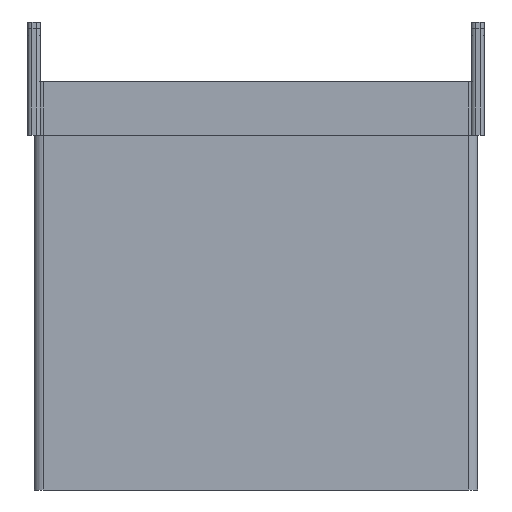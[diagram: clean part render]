
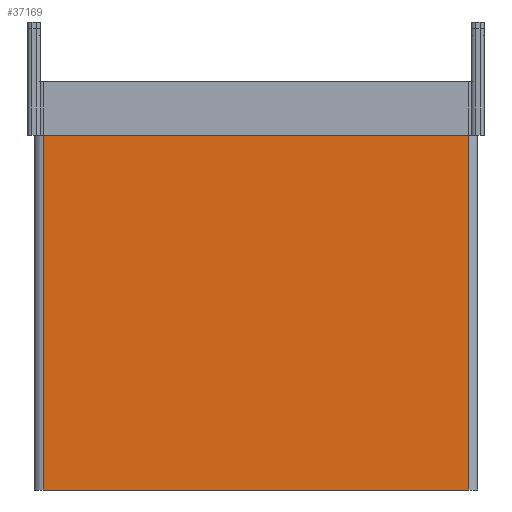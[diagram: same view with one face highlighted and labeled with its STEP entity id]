
A CAD part, left-side view. The second image highlights one B-rep face of the part: STEP entity #37169.
In plain terms, the highlighted planar face has unit normal (-1, 0, 0).
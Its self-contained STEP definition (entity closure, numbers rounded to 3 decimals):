
#6389 = PLANE('',#6390);
#6390 = AXIS2_PLACEMENT_3D('',#6391,#6392,#6393);
#6391 = CARTESIAN_POINT('',(-9.075,2.425,0.));
#6392 = DIRECTION('',(0.,0.,1.));
#6393 = DIRECTION('',(1.,0.,0.));
#14580 = VERTEX_POINT('',#14581);
#14581 = CARTESIAN_POINT('',(-8.75,-2.4,0.));
#14596 = CYLINDRICAL_SURFACE('',#14597,0.1);
#14597 = AXIS2_PLACEMENT_3D('',#14598,#14599,#14600);
#14598 = CARTESIAN_POINT('',(-8.65,-2.4,-4.));
#14599 = DIRECTION('',(0.,0.,1.));
#14600 = DIRECTION('',(-1.,-0.,0.));
#14608 = EDGE_CURVE('',#14580,#14609,#14611,.T.);
#14609 = VERTEX_POINT('',#14610);
#14610 = CARTESIAN_POINT('',(-8.75,2.4,0.));
#14611 = SURFACE_CURVE('',#14612,(#14616,#14623),.PCURVE_S1.);
#14612 = LINE('',#14613,#14614);
#14613 = CARTESIAN_POINT('',(-8.75,-2.5,0.));
#14614 = VECTOR('',#14615,1.);
#14615 = DIRECTION('',(0.,1.,0.));
#14616 = PCURVE('',#6389,#14617);
#14617 = DEFINITIONAL_REPRESENTATION('',(#14618),#14622);
#14618 = LINE('',#14619,#14620);
#14619 = CARTESIAN_POINT('',(0.325,-4.925));
#14620 = VECTOR('',#14621,1.);
#14621 = DIRECTION('',(0.,1.));
#14622 = ( GEOMETRIC_REPRESENTATION_CONTEXT(2) 
PARAMETRIC_REPRESENTATION_CONTEXT() REPRESENTATION_CONTEXT('2D SPACE',''
  ) );
#14623 = PCURVE('',#14624,#14629);
#14624 = PLANE('',#14625);
#14625 = AXIS2_PLACEMENT_3D('',#14626,#14627,#14628);
#14626 = CARTESIAN_POINT('',(-8.75,-2.5,-4.));
#14627 = DIRECTION('',(1.,0.,0.));
#14628 = DIRECTION('',(0.,0.,1.));
#14629 = DEFINITIONAL_REPRESENTATION('',(#14630),#14634);
#14630 = LINE('',#14631,#14632);
#14631 = CARTESIAN_POINT('',(4.,0.));
#14632 = VECTOR('',#14633,1.);
#14633 = DIRECTION('',(0.,-1.));
#14634 = ( GEOMETRIC_REPRESENTATION_CONTEXT(2) 
PARAMETRIC_REPRESENTATION_CONTEXT() REPRESENTATION_CONTEXT('2D SPACE',''
  ) );
#14657 = CYLINDRICAL_SURFACE('',#14658,0.1);
#14658 = AXIS2_PLACEMENT_3D('',#14659,#14660,#14661);
#14659 = CARTESIAN_POINT('',(-8.65,2.4,-4.));
#14660 = DIRECTION('',(0.,0.,1.));
#14661 = DIRECTION('',(-1.,-0.,0.));
#37087 = PLANE('',#37088);
#37088 = AXIS2_PLACEMENT_3D('',#37089,#37090,#37091);
#37089 = CARTESIAN_POINT('',(-8.75,-2.5,-4.));
#37090 = DIRECTION('',(0.,0.,1.));
#37091 = DIRECTION('',(1.,0.,0.));
#37124 = VERTEX_POINT('',#37125);
#37125 = CARTESIAN_POINT('',(-8.75,-2.4,-4.));
#37149 = EDGE_CURVE('',#37124,#14580,#37150,.T.);
#37150 = SURFACE_CURVE('',#37151,(#37155,#37162),.PCURVE_S1.);
#37151 = LINE('',#37152,#37153);
#37152 = CARTESIAN_POINT('',(-8.75,-2.4,-4.));
#37153 = VECTOR('',#37154,1.);
#37154 = DIRECTION('',(0.,0.,1.));
#37155 = PCURVE('',#14596,#37156);
#37156 = DEFINITIONAL_REPRESENTATION('',(#37157),#37161);
#37157 = LINE('',#37158,#37159);
#37158 = CARTESIAN_POINT('',(0.,0.));
#37159 = VECTOR('',#37160,1.);
#37160 = DIRECTION('',(0.,1.));
#37161 = ( GEOMETRIC_REPRESENTATION_CONTEXT(2) 
PARAMETRIC_REPRESENTATION_CONTEXT() REPRESENTATION_CONTEXT('2D SPACE',''
  ) );
#37162 = PCURVE('',#14624,#37163);
#37163 = DEFINITIONAL_REPRESENTATION('',(#37164),#37168);
#37164 = LINE('',#37165,#37166);
#37165 = CARTESIAN_POINT('',(0.,-0.1));
#37166 = VECTOR('',#37167,1.);
#37167 = DIRECTION('',(1.,0.));
#37168 = ( GEOMETRIC_REPRESENTATION_CONTEXT(2) 
PARAMETRIC_REPRESENTATION_CONTEXT() REPRESENTATION_CONTEXT('2D SPACE',''
  ) );
#37169 = ADVANCED_FACE('',(#37170),#14624,.F.);
#37170 = FACE_BOUND('',#37171,.F.);
#37171 = EDGE_LOOP('',(#37172,#37173,#37174,#37197));
#37172 = ORIENTED_EDGE('',*,*,#14608,.F.);
#37173 = ORIENTED_EDGE('',*,*,#37149,.F.);
#37174 = ORIENTED_EDGE('',*,*,#37175,.T.);
#37175 = EDGE_CURVE('',#37124,#37176,#37178,.T.);
#37176 = VERTEX_POINT('',#37177);
#37177 = CARTESIAN_POINT('',(-8.75,2.4,-4.));
#37178 = SURFACE_CURVE('',#37179,(#37183,#37190),.PCURVE_S1.);
#37179 = LINE('',#37180,#37181);
#37180 = CARTESIAN_POINT('',(-8.75,-2.5,-4.));
#37181 = VECTOR('',#37182,1.);
#37182 = DIRECTION('',(0.,1.,0.));
#37183 = PCURVE('',#14624,#37184);
#37184 = DEFINITIONAL_REPRESENTATION('',(#37185),#37189);
#37185 = LINE('',#37186,#37187);
#37186 = CARTESIAN_POINT('',(0.,0.));
#37187 = VECTOR('',#37188,1.);
#37188 = DIRECTION('',(0.,-1.));
#37189 = ( GEOMETRIC_REPRESENTATION_CONTEXT(2) 
PARAMETRIC_REPRESENTATION_CONTEXT() REPRESENTATION_CONTEXT('2D SPACE',''
  ) );
#37190 = PCURVE('',#37087,#37191);
#37191 = DEFINITIONAL_REPRESENTATION('',(#37192),#37196);
#37192 = LINE('',#37193,#37194);
#37193 = CARTESIAN_POINT('',(0.,0.));
#37194 = VECTOR('',#37195,1.);
#37195 = DIRECTION('',(0.,1.));
#37196 = ( GEOMETRIC_REPRESENTATION_CONTEXT(2) 
PARAMETRIC_REPRESENTATION_CONTEXT() REPRESENTATION_CONTEXT('2D SPACE',''
  ) );
#37197 = ORIENTED_EDGE('',*,*,#37198,.T.);
#37198 = EDGE_CURVE('',#37176,#14609,#37199,.T.);
#37199 = SURFACE_CURVE('',#37200,(#37204,#37211),.PCURVE_S1.);
#37200 = LINE('',#37201,#37202);
#37201 = CARTESIAN_POINT('',(-8.75,2.4,-4.));
#37202 = VECTOR('',#37203,1.);
#37203 = DIRECTION('',(0.,0.,1.));
#37204 = PCURVE('',#14624,#37205);
#37205 = DEFINITIONAL_REPRESENTATION('',(#37206),#37210);
#37206 = LINE('',#37207,#37208);
#37207 = CARTESIAN_POINT('',(0.,-4.9));
#37208 = VECTOR('',#37209,1.);
#37209 = DIRECTION('',(1.,0.));
#37210 = ( GEOMETRIC_REPRESENTATION_CONTEXT(2) 
PARAMETRIC_REPRESENTATION_CONTEXT() REPRESENTATION_CONTEXT('2D SPACE',''
  ) );
#37211 = PCURVE('',#14657,#37212);
#37212 = DEFINITIONAL_REPRESENTATION('',(#37213),#37217);
#37213 = LINE('',#37214,#37215);
#37214 = CARTESIAN_POINT('',(-0.,0.));
#37215 = VECTOR('',#37216,1.);
#37216 = DIRECTION('',(-0.,1.));
#37217 = ( GEOMETRIC_REPRESENTATION_CONTEXT(2) 
PARAMETRIC_REPRESENTATION_CONTEXT() REPRESENTATION_CONTEXT('2D SPACE',''
  ) );
